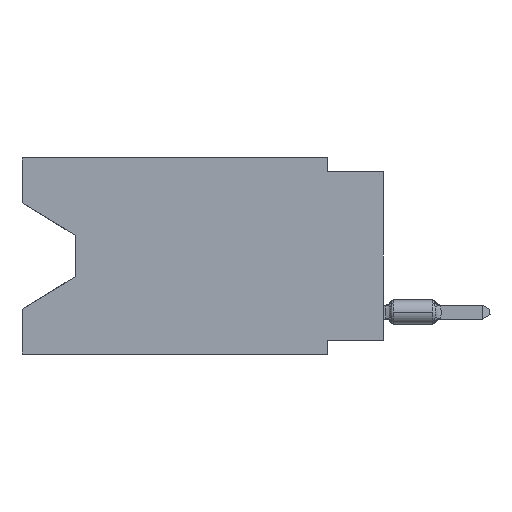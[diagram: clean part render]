
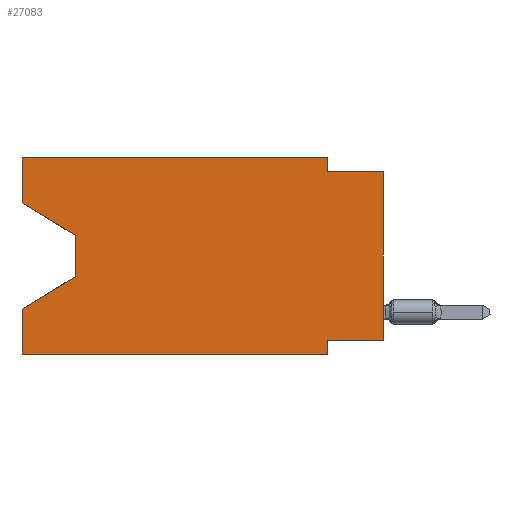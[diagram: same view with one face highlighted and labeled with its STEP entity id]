
A CAD part, left-side view. The second image highlights one B-rep face of the part: STEP entity #27083.
In plain terms, the highlighted planar face has unit normal (-1, 0, 0).
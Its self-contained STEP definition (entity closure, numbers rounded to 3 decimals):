
#15 = ORIENTED_EDGE ( 'NONE', *, *, #9065, .T. ) ;
#630 = VERTEX_POINT ( 'NONE', #37826 ) ;
#995 = DIRECTION ( 'NONE',  ( 0., -1., 0. ) ) ;
#1181 = EDGE_CURVE ( 'NONE', #42408, #23547, #7210, .T. ) ;
#1434 = ORIENTED_EDGE ( 'NONE', *, *, #36414, .F. ) ;
#1675 = CARTESIAN_POINT ( 'NONE',  ( 0., 16.383, -2.038 ) ) ;
#1864 = VECTOR ( 'NONE', #2123, 1000. ) ;
#1979 = LINE ( 'NONE', #8811, #34339 ) ;
#2123 = DIRECTION ( 'NONE',  ( 0., 0., -1. ) ) ;
#2426 = ORIENTED_EDGE ( 'NONE', *, *, #42717, .F. ) ;
#3199 = DIRECTION ( 'NONE',  ( 0., 0., -1. ) ) ;
#3392 = FACE_OUTER_BOUND ( 'NONE', #31494, .T. ) ;
#3556 = VERTEX_POINT ( 'NONE', #3978 ) ;
#3978 = CARTESIAN_POINT ( 'NONE',  ( 0., 16.383, 0. ) ) ;
#4048 = DIRECTION ( 'NONE',  ( 0., 0., -1. ) ) ;
#4623 = VECTOR ( 'NONE', #27054, 1000. ) ;
#5807 = EDGE_CURVE ( 'NONE', #14228, #3556, #11482, .T. ) ;
#6035 = VECTOR ( 'NONE', #31955, 1000. ) ;
#6499 = LINE ( 'NONE', #19937, #17025 ) ;
#7210 = LINE ( 'NONE', #23964, #4623 ) ;
#7251 = EDGE_CURVE ( 'NONE', #28059, #18216, #6499, .T. ) ;
#8362 = EDGE_CURVE ( 'NONE', #19227, #630, #12039, .T. ) ;
#8717 = LINE ( 'NONE', #35398, #10853 ) ;
#8811 = CARTESIAN_POINT ( 'NONE',  ( 0., 2.54, -8.89 ) ) ;
#9065 = EDGE_CURVE ( 'NONE', #14228, #26063, #11057, .T. ) ;
#9119 = VERTEX_POINT ( 'NONE', #41269 ) ;
#9561 = ORIENTED_EDGE ( 'NONE', *, *, #7251, .F. ) ;
#9919 = CARTESIAN_POINT ( 'NONE',  ( 0., 2.54, -8.89 ) ) ;
#10015 = DIRECTION ( 'NONE',  ( 0., 0., 1. ) ) ;
#10775 = VECTOR ( 'NONE', #10015, 1000. ) ;
#10853 = VECTOR ( 'NONE', #995, 1000. ) ;
#11020 = DIRECTION ( 'NONE',  ( 0., -1., 0. ) ) ;
#11057 = LINE ( 'NONE', #38168, #38269 ) ;
#11482 = LINE ( 'NONE', #42371, #40199 ) ;
#12039 = LINE ( 'NONE', #25474, #10775 ) ;
#12717 = EDGE_CURVE ( 'NONE', #26063, #32094, #22611, .T. ) ;
#12974 = ORIENTED_EDGE ( 'NONE', *, *, #18611, .T. ) ;
#12987 = LINE ( 'NONE', #26423, #18941 ) ;
#13001 = EDGE_CURVE ( 'NONE', #42408, #9119, #34696, .T. ) ;
#14228 = VERTEX_POINT ( 'NONE', #1675 ) ;
#14645 = DIRECTION ( 'NONE',  ( 0., 0., 1. ) ) ;
#14801 = ORIENTED_EDGE ( 'NONE', *, *, #12717, .T. ) ;
#16826 = PLANE ( 'NONE',  #27862 ) ;
#17025 = VECTOR ( 'NONE', #3199, 1000. ) ;
#17503 = CARTESIAN_POINT ( 'NONE',  ( 0., 16.383, 0. ) ) ;
#18081 = ORIENTED_EDGE ( 'NONE', *, *, #1181, .T. ) ;
#18216 = VERTEX_POINT ( 'NONE', #30639 ) ;
#18592 = ORIENTED_EDGE ( 'NONE', *, *, #37432, .F. ) ;
#18611 = EDGE_CURVE ( 'NONE', #32094, #9119, #12987, .T. ) ;
#18941 = VECTOR ( 'NONE', #34353, 1000. ) ;
#19227 = VERTEX_POINT ( 'NONE', #30970 ) ;
#19937 = CARTESIAN_POINT ( 'NONE',  ( 0., 2.54, 0. ) ) ;
#20201 = VECTOR ( 'NONE', #14645, 1000. ) ;
#22179 = CARTESIAN_POINT ( 'NONE',  ( 0., 13.97, -3.505 ) ) ;
#22611 = LINE ( 'NONE', #22179, #1864 ) ;
#23028 = CARTESIAN_POINT ( 'NONE',  ( 0., 16.383, 0. ) ) ;
#23547 = VERTEX_POINT ( 'NONE', #9919 ) ;
#23964 = CARTESIAN_POINT ( 'NONE',  ( 0., 16.383, -8.89 ) ) ;
#25188 = CARTESIAN_POINT ( 'NONE',  ( 0., 13.97, -3.505 ) ) ;
#25474 = CARTESIAN_POINT ( 'NONE',  ( 0., 0., 0. ) ) ;
#25845 = VECTOR ( 'NONE', #11020, 1000. ) ;
#26063 = VERTEX_POINT ( 'NONE', #25188 ) ;
#26423 = CARTESIAN_POINT ( 'NONE',  ( 0., 13.97, -5.385 ) ) ;
#26428 = EDGE_CURVE ( 'NONE', #19227, #34256, #31521, .T. ) ;
#27054 = DIRECTION ( 'NONE',  ( 0., -1., 0. ) ) ;
#27083 = ADVANCED_FACE ( 'NONE', ( #3392 ), #16826, .F. ) ;
#27103 = CARTESIAN_POINT ( 'NONE',  ( 0., 16.383, 0. ) ) ;
#27862 = AXIS2_PLACEMENT_3D ( 'NONE', #23028, #34248, #4048 ) ;
#27980 = LINE ( 'NONE', #27103, #25845 ) ;
#28059 = VERTEX_POINT ( 'NONE', #31896 ) ;
#29026 = CARTESIAN_POINT ( 'NONE',  ( 0., 16.383, -8.89 ) ) ;
#29368 = ORIENTED_EDGE ( 'NONE', *, *, #13001, .F. ) ;
#30639 = CARTESIAN_POINT ( 'NONE',  ( 0., 2.54, -0.635 ) ) ;
#30831 = ORIENTED_EDGE ( 'NONE', *, *, #8362, .T. ) ;
#30970 = CARTESIAN_POINT ( 'NONE',  ( 0., 0., -8.255 ) ) ;
#31494 = EDGE_LOOP ( 'NONE', ( #15, #14801, #12974, #29368, #18081, #18592, #39661, #30831, #2426, #9561, #1434, #38989 ) ) ;
#31521 = LINE ( 'NONE', #38371, #6035 ) ;
#31896 = CARTESIAN_POINT ( 'NONE',  ( 0., 2.54, 0. ) ) ;
#31955 = DIRECTION ( 'NONE',  ( 0., 1., 0. ) ) ;
#32094 = VERTEX_POINT ( 'NONE', #40501 ) ;
#32393 = DIRECTION ( 'NONE',  ( 0., 0., -1. ) ) ;
#32642 = DIRECTION ( 'NONE',  ( 0., 0., 1. ) ) ;
#34248 = DIRECTION ( 'NONE',  ( 1., 0., 0. ) ) ;
#34256 = VERTEX_POINT ( 'NONE', #39822 ) ;
#34339 = VECTOR ( 'NONE', #32393, 1000. ) ;
#34353 = DIRECTION ( 'NONE',  ( 0., 0.855, -0.519 ) ) ;
#34696 = LINE ( 'NONE', #17503, #20201 ) ;
#35398 = CARTESIAN_POINT ( 'NONE',  ( 0., 0., -0.635 ) ) ;
#36414 = EDGE_CURVE ( 'NONE', #3556, #28059, #27980, .T. ) ;
#37432 = EDGE_CURVE ( 'NONE', #34256, #23547, #1979, .T. ) ;
#37826 = CARTESIAN_POINT ( 'NONE',  ( 0., 0., -0.635 ) ) ;
#37962 = DIRECTION ( 'NONE',  ( 0., -0.855, -0.519 ) ) ;
#38168 = CARTESIAN_POINT ( 'NONE',  ( 0., 16.383, -2.038 ) ) ;
#38269 = VECTOR ( 'NONE', #37962, 1000. ) ;
#38371 = CARTESIAN_POINT ( 'NONE',  ( 0., 0., -8.255 ) ) ;
#38989 = ORIENTED_EDGE ( 'NONE', *, *, #5807, .F. ) ;
#39661 = ORIENTED_EDGE ( 'NONE', *, *, #26428, .F. ) ;
#39822 = CARTESIAN_POINT ( 'NONE',  ( 0., 2.54, -8.255 ) ) ;
#40199 = VECTOR ( 'NONE', #32642, 1000. ) ;
#40501 = CARTESIAN_POINT ( 'NONE',  ( 0., 13.97, -5.385 ) ) ;
#41269 = CARTESIAN_POINT ( 'NONE',  ( 0., 16.383, -6.852 ) ) ;
#42371 = CARTESIAN_POINT ( 'NONE',  ( 0., 16.383, 0. ) ) ;
#42408 = VERTEX_POINT ( 'NONE', #29026 ) ;
#42717 = EDGE_CURVE ( 'NONE', #18216, #630, #8717, .T. ) ;
